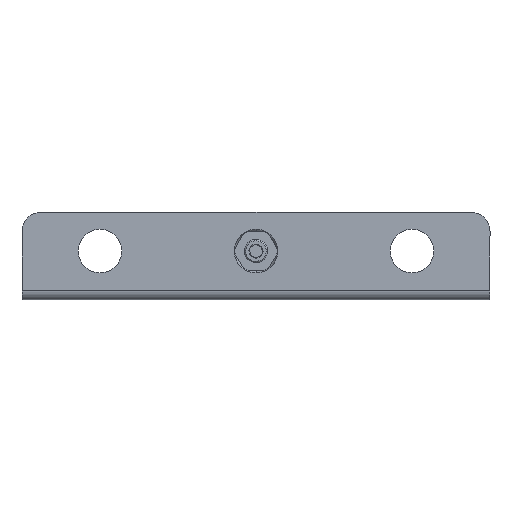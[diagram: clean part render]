
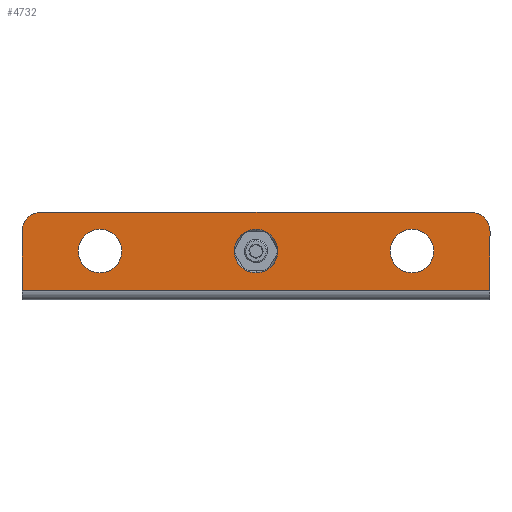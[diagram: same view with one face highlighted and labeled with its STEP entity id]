
A CAD part, front view. The second image highlights one B-rep face of the part: STEP entity #4732.
In plain terms, the highlighted planar face has unit normal (0, -1, 0).
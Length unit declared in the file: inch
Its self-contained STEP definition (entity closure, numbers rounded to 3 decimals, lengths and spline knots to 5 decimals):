
#98 = AXIS2_PLACEMENT_3D ( 'NONE', #5081, #2988, #4202 ) ;
#102 = VERTEX_POINT ( 'NONE', #703 ) ;
#140 = VERTEX_POINT ( 'NONE', #2487 ) ;
#155 = DIRECTION ( 'NONE',  ( 1., 0., 0. ) ) ;
#201 = DIRECTION ( 'NONE',  ( 0., 1., 0. ) ) ;
#211 = CARTESIAN_POINT ( 'NONE',  ( 0., -0.09, 0.0625 ) ) ;
#233 = CARTESIAN_POINT ( 'NONE',  ( 2.75, -0.09, 0.3125 ) ) ;
#263 = DIRECTION ( 'NONE',  ( 0., 1., 0. ) ) ;
#371 = VECTOR ( 'NONE', #4029, 39.37008 ) ;
#401 = ORIENTED_EDGE ( 'NONE', *, *, #628, .F. ) ;
#448 = VERTEX_POINT ( 'NONE', #1501 ) ;
#453 = VERTEX_POINT ( 'NONE', #3180 ) ;
#516 = DIRECTION ( 'NONE',  ( 0., 1., 0. ) ) ;
#562 = CIRCLE ( 'NONE', #4997, 0.28 ) ;
#590 = DIRECTION ( 'NONE',  ( 0., 1., 0. ) ) ;
#626 = LINE ( 'NONE', #1494, #371 ) ;
#628 = EDGE_CURVE ( 'NONE', #1976, #666, #2656, .T. ) ;
#648 = AXIS2_PLACEMENT_3D ( 'NONE', #1951, #201, #2695 ) ;
#666 = VERTEX_POINT ( 'NONE', #3831 ) ;
#695 = EDGE_CURVE ( 'NONE', #4594, #4811, #4198, .T. ) ;
#703 = CARTESIAN_POINT ( 'NONE',  ( 0., -0.09, 0.3425 ) ) ;
#734 = AXIS2_PLACEMENT_3D ( 'NONE', #211, #263, #2764 ) ;
#754 = DIRECTION ( 'NONE',  ( 0., 1., 0. ) ) ;
#855 = EDGE_CURVE ( 'NONE', #3580, #3682, #2558, .T. ) ;
#858 = CARTESIAN_POINT ( 'NONE',  ( -2.75, -0.09, 0.5625 ) ) ;
#870 = VERTEX_POINT ( 'NONE', #4417 ) ;
#873 = EDGE_CURVE ( 'NONE', #870, #4431, #626, .T. ) ;
#934 = ORIENTED_EDGE ( 'NONE', *, *, #4892, .T. ) ;
#1014 = CARTESIAN_POINT ( 'NONE',  ( -3., -0.09, 0.3125 ) ) ;
#1024 = LINE ( 'NONE', #1049, #2848 ) ;
#1049 = CARTESIAN_POINT ( 'NONE',  ( 3., -0.09, -0.5625 ) ) ;
#1119 = CARTESIAN_POINT ( 'NONE',  ( -2.75, -0.09, 0.3125 ) ) ;
#1186 = DIRECTION ( 'NONE',  ( 0., 0., 1. ) ) ;
#1358 = EDGE_LOOP ( 'NONE', ( #5222, #3527 ) ) ;
#1494 = CARTESIAN_POINT ( 'NONE',  ( -3., -0.09, -0.5625 ) ) ;
#1501 = CARTESIAN_POINT ( 'NONE',  ( 3., -0.09, -0.4425 ) ) ;
#1511 = CIRCLE ( 'NONE', #4651, 0.28 ) ;
#1527 = EDGE_CURVE ( 'NONE', #3682, #3580, #562, .T. ) ;
#1587 = LINE ( 'NONE', #4010, #5370 ) ;
#1677 = CARTESIAN_POINT ( 'NONE',  ( -2., -0.09, -0.2175 ) ) ;
#1810 = EDGE_CURVE ( 'NONE', #102, #140, #4032, .T. ) ;
#1834 = CARTESIAN_POINT ( 'NONE',  ( 2., -0.09, -0.2175 ) ) ;
#1874 = DIRECTION ( 'NONE',  ( 0., 0., 1. ) ) ;
#1951 = CARTESIAN_POINT ( 'NONE',  ( 0., -0.09, 0.0625 ) ) ;
#1976 = VERTEX_POINT ( 'NONE', #858 ) ;
#2040 = ORIENTED_EDGE ( 'NONE', *, *, #3470, .T. ) ;
#2225 = CARTESIAN_POINT ( 'NONE',  ( -3., -0.09, 0.5625 ) ) ;
#2261 = DIRECTION ( 'NONE',  ( 0., 0., -1. ) ) ;
#2381 = CARTESIAN_POINT ( 'NONE',  ( -2., -0.09, 0.0625 ) ) ;
#2487 = CARTESIAN_POINT ( 'NONE',  ( 0., -0.09, -0.2175 ) ) ;
#2493 = AXIS2_PLACEMENT_3D ( 'NONE', #233, #2756, #4017 ) ;
#2511 = FACE_OUTER_BOUND ( 'NONE', #3035, .T. ) ;
#2558 = CIRCLE ( 'NONE', #3339, 0.28 ) ;
#2559 = CARTESIAN_POINT ( 'NONE',  ( 0., -0.09, 0. ) ) ;
#2565 = ORIENTED_EDGE ( 'NONE', *, *, #3539, .T. ) ;
#2656 = LINE ( 'NONE', #2225, #3425 ) ;
#2682 = DIRECTION ( 'NONE',  ( 0., 0., 1. ) ) ;
#2695 = DIRECTION ( 'NONE',  ( 0., 0., 1. ) ) ;
#2731 = DIRECTION ( 'NONE',  ( 0., 1., 0. ) ) ;
#2756 = DIRECTION ( 'NONE',  ( 0., -1., 0. ) ) ;
#2764 = DIRECTION ( 'NONE',  ( 0., 0., 1. ) ) ;
#2845 = EDGE_CURVE ( 'NONE', #4811, #4594, #1511, .T. ) ;
#2848 = VECTOR ( 'NONE', #2261, 39.37008 ) ;
#2988 = DIRECTION ( 'NONE',  ( 0., 1., 0. ) ) ;
#3035 = EDGE_LOOP ( 'NONE', ( #4921, #2565, #401, #2040, #4343, #934 ) ) ;
#3038 = ORIENTED_EDGE ( 'NONE', *, *, #855, .T. ) ;
#3180 = CARTESIAN_POINT ( 'NONE',  ( 3., -0.09, 0.3125 ) ) ;
#3199 = ORIENTED_EDGE ( 'NONE', *, *, #3480, .T. ) ;
#3207 = EDGE_LOOP ( 'NONE', ( #4282, #3038 ) ) ;
#3322 = FACE_BOUND ( 'NONE', #3973, .T. ) ;
#3339 = AXIS2_PLACEMENT_3D ( 'NONE', #2381, #2731, #2682 ) ;
#3382 = CARTESIAN_POINT ( 'NONE',  ( -2., -0.09, 0.3425 ) ) ;
#3425 = VECTOR ( 'NONE', #155, 39.37008 ) ;
#3430 = FACE_BOUND ( 'NONE', #1358, .T. ) ;
#3470 = EDGE_CURVE ( 'NONE', #1976, #4431, #4659, .T. ) ;
#3480 = EDGE_CURVE ( 'NONE', #140, #102, #3528, .T. ) ;
#3527 = ORIENTED_EDGE ( 'NONE', *, *, #2845, .T. ) ;
#3528 = CIRCLE ( 'NONE', #648, 0.28 ) ;
#3539 = EDGE_CURVE ( 'NONE', #453, #666, #4824, .T. ) ;
#3580 = VERTEX_POINT ( 'NONE', #1677 ) ;
#3655 = DIRECTION ( 'NONE',  ( 0., -1., 0. ) ) ;
#3682 = VERTEX_POINT ( 'NONE', #3382 ) ;
#3816 = DIRECTION ( 'NONE',  ( 0., 0., 1. ) ) ;
#3831 = CARTESIAN_POINT ( 'NONE',  ( 2.75, -0.09, 0.5625 ) ) ;
#3967 = CARTESIAN_POINT ( 'NONE',  ( 2., -0.09, 0.0625 ) ) ;
#3973 = EDGE_LOOP ( 'NONE', ( #4098, #3199 ) ) ;
#4010 = CARTESIAN_POINT ( 'NONE',  ( -3., -0.09, -0.4425 ) ) ;
#4017 = DIRECTION ( 'NONE',  ( 0., 0., 1. ) ) ;
#4029 = DIRECTION ( 'NONE',  ( 0., 0., 1. ) ) ;
#4032 = CIRCLE ( 'NONE', #734, 0.28 ) ;
#4098 = ORIENTED_EDGE ( 'NONE', *, *, #1810, .T. ) ;
#4161 = PLANE ( 'NONE',  #4676 ) ;
#4198 = CIRCLE ( 'NONE', #98, 0.28 ) ;
#4202 = DIRECTION ( 'NONE',  ( 0., 0., 1. ) ) ;
#4242 = FACE_BOUND ( 'NONE', #3207, .T. ) ;
#4282 = ORIENTED_EDGE ( 'NONE', *, *, #1527, .T. ) ;
#4343 = ORIENTED_EDGE ( 'NONE', *, *, #873, .F. ) ;
#4406 = DIRECTION ( 'NONE',  ( 0., 0., 1. ) ) ;
#4417 = CARTESIAN_POINT ( 'NONE',  ( -3., -0.09, -0.4425 ) ) ;
#4431 = VERTEX_POINT ( 'NONE', #1014 ) ;
#4451 = DIRECTION ( 'NONE',  ( 1., 0., 0. ) ) ;
#4594 = VERTEX_POINT ( 'NONE', #5179 ) ;
#4651 = AXIS2_PLACEMENT_3D ( 'NONE', #3967, #590, #1874 ) ;
#4659 = CIRCLE ( 'NONE', #5353, 0.25 ) ;
#4676 = AXIS2_PLACEMENT_3D ( 'NONE', #2559, #516, #3816 ) ;
#4732 = ADVANCED_FACE ( 'NONE', ( #3322, #4242, #3430, #2511 ), #4161, .F. ) ;
#4811 = VERTEX_POINT ( 'NONE', #1834 ) ;
#4824 = CIRCLE ( 'NONE', #2493, 0.25 ) ;
#4840 = EDGE_CURVE ( 'NONE', #453, #448, #1024, .T. ) ;
#4865 = CARTESIAN_POINT ( 'NONE',  ( -2., -0.09, 0.0625 ) ) ;
#4892 = EDGE_CURVE ( 'NONE', #870, #448, #1587, .T. ) ;
#4921 = ORIENTED_EDGE ( 'NONE', *, *, #4840, .F. ) ;
#4997 = AXIS2_PLACEMENT_3D ( 'NONE', #4865, #754, #1186 ) ;
#5081 = CARTESIAN_POINT ( 'NONE',  ( 2., -0.09, 0.0625 ) ) ;
#5179 = CARTESIAN_POINT ( 'NONE',  ( 2., -0.09, 0.3425 ) ) ;
#5222 = ORIENTED_EDGE ( 'NONE', *, *, #695, .T. ) ;
#5353 = AXIS2_PLACEMENT_3D ( 'NONE', #1119, #3655, #4406 ) ;
#5370 = VECTOR ( 'NONE', #4451, 39.37008 ) ;
